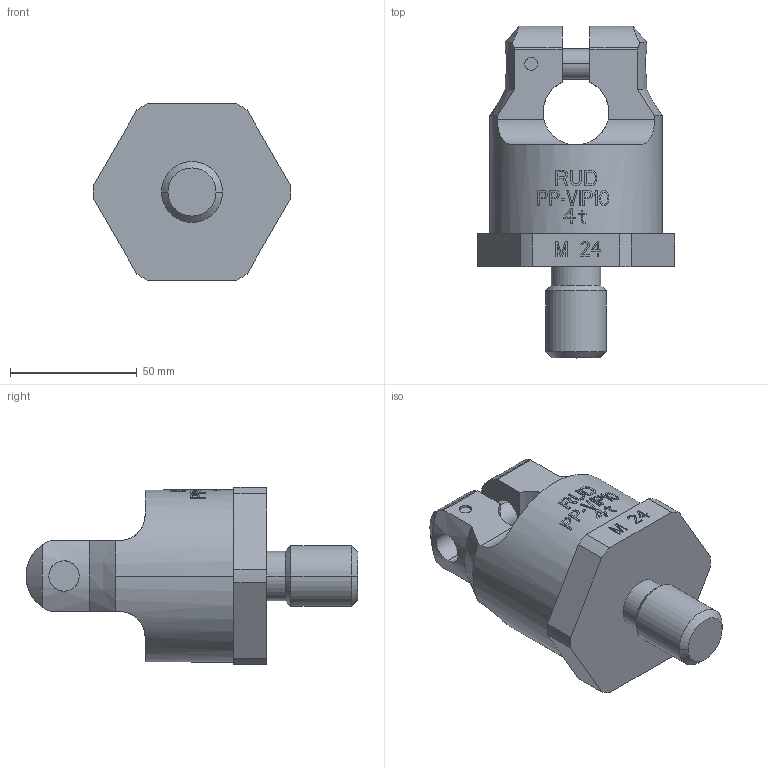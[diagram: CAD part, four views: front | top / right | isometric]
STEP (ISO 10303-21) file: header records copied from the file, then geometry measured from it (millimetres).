
FILE_DESCRIPTION((''),'2;1');
FILE_NAME('001-M31443-P01_ASM','2004-11-09T',('Rehwagen'),(''),'PRO/ENGINEER BY PARAMETRIC TECHNOLOGY CORPORATION, 2001400','PRO/ENGINEER BY PARAMETRIC TECHNOLOGY CORPORATION, 2001400','');
FILE_SCHEMA(('CONFIG_CONTROL_DESIGN'));
Length unit declared in the file: millimetre
Products named in the file (3): 001-M31443-005; 001-M31443-001; 001-M31443-P01_ASM
Assembly tree (2 placements, depth 2):
  001-M31443-P01_ASM
    001-M31443-005
    001-M31443-001
Bounding box: 77.98 x 130.99 x 70 mm (x, y, z)
Volume: 249199.7 mm3; surface area: 37774.7 mm2
Topology: 2 solids, 2 shells, 393 faces, 1072 edges, 712 vertices
Faces by surface type: plane 334, cylinder 51, cone 8
Entity records: 12581 total; most frequent: CARTESIAN_POINT 3014, ORIENTED_EDGE 2144, DIRECTION 1700, EDGE_CURVE 1072, VERTEX_POINT 712, VECTOR 596, LINE 596, AXIS2_PLACEMENT_3D 552
